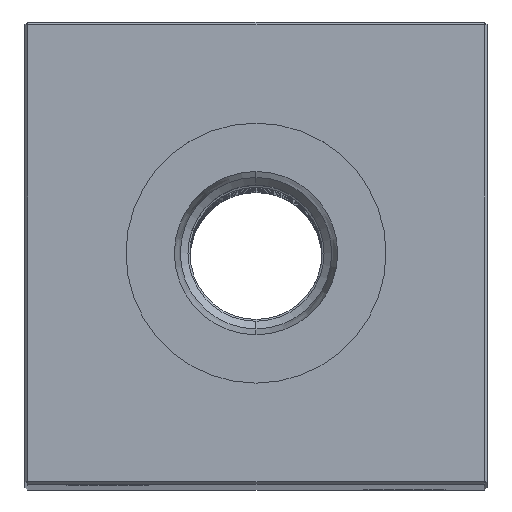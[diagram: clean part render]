
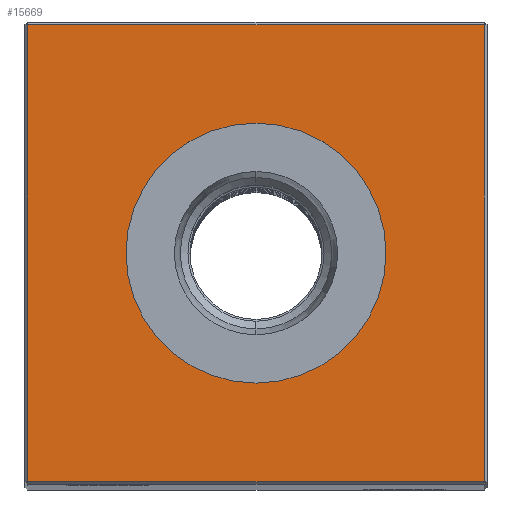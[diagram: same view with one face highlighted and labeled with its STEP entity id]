
A CAD part, top view. The second image highlights one B-rep face of the part: STEP entity #15669.
In plain terms, the highlighted planar face has unit normal (0, 0, 1).
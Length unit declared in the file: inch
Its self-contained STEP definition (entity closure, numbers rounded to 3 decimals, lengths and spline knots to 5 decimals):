
#597 = CARTESIAN_POINT ( 'NONE',  ( 0., 0., 12.5 ) ) ;
#909 = VERTEX_POINT ( 'NONE', #21027 ) ;
#1233 = EDGE_LOOP ( 'NONE', ( #12008, #4536 ) ) ;
#1338 = CARTESIAN_POINT ( 'NONE',  ( 0.865, -0.865, 12.5 ) ) ;
#1881 = EDGE_CURVE ( 'NONE', #21481, #8203, #29002, .T. ) ;
#2352 = CARTESIAN_POINT ( 'NONE',  ( 0., -0.865, 12.5 ) ) ;
#3338 = VECTOR ( 'NONE', #9880, 39.37008 ) ;
#3503 = VERTEX_POINT ( 'NONE', #1338 ) ;
#4161 = DIRECTION ( 'NONE',  ( 0., 0., -1. ) ) ;
#4536 = ORIENTED_EDGE ( 'NONE', *, *, #6951, .T. ) ;
#5414 = CIRCLE ( 'NONE', #12394, 0.49213 ) ;
#5699 = CARTESIAN_POINT ( 'NONE',  ( -0.865, -0.865, 12.5 ) ) ;
#5768 = ORIENTED_EDGE ( 'NONE', *, *, #20784, .T. ) ;
#5822 = EDGE_CURVE ( 'NONE', #3503, #15419, #15870, .T. ) ;
#6339 = DIRECTION ( 'NONE',  ( -1., 0., 0. ) ) ;
#6951 = EDGE_CURVE ( 'NONE', #23143, #909, #13849, .T. ) ;
#7268 = CARTESIAN_POINT ( 'NONE',  ( 0., 0., 12.5 ) ) ;
#7312 = VECTOR ( 'NONE', #6339, 39.37008 ) ;
#7738 = CARTESIAN_POINT ( 'NONE',  ( 0., -0.49213, 12.5 ) ) ;
#7739 = DIRECTION ( 'NONE',  ( -1., 0., 0. ) ) ;
#8203 = VERTEX_POINT ( 'NONE', #5699 ) ;
#9880 = DIRECTION ( 'NONE',  ( 0., -1., 0. ) ) ;
#10180 = CARTESIAN_POINT ( 'NONE',  ( -0.865, 0., 12.5 ) ) ;
#11941 = DIRECTION ( 'NONE',  ( -1., 0., 0. ) ) ;
#12008 = ORIENTED_EDGE ( 'NONE', *, *, #21820, .T. ) ;
#12394 = AXIS2_PLACEMENT_3D ( 'NONE', #597, #19552, #7739 ) ;
#12595 = CARTESIAN_POINT ( 'NONE',  ( -0.865, 0.865, 12.5 ) ) ;
#13186 = DIRECTION ( 'NONE',  ( -1., 0., 0. ) ) ;
#13538 = DIRECTION ( 'NONE',  ( 0., 1., 0. ) ) ;
#13649 = CARTESIAN_POINT ( 'NONE',  ( 0., 0., 12.5 ) ) ;
#13849 = CIRCLE ( 'NONE', #22285, 0.49213 ) ;
#13965 = PLANE ( 'NONE',  #28126 ) ;
#14113 = FACE_OUTER_BOUND ( 'NONE', #22925, .T. ) ;
#14473 = DIRECTION ( 'NONE',  ( 1., 0., 0. ) ) ;
#15419 = VERTEX_POINT ( 'NONE', #23326 ) ;
#15669 = ADVANCED_FACE ( 'NONE', ( #14113, #19073 ), #13965, .F. ) ;
#15713 = VECTOR ( 'NONE', #13538, 39.37008 ) ;
#15870 = LINE ( 'NONE', #17888, #15713 ) ;
#17888 = CARTESIAN_POINT ( 'NONE',  ( 0.865, 0., 12.5 ) ) ;
#18464 = ORIENTED_EDGE ( 'NONE', *, *, #1881, .T. ) ;
#19073 = FACE_BOUND ( 'NONE', #1233, .T. ) ;
#19552 = DIRECTION ( 'NONE',  ( 0., 0., -1. ) ) ;
#19873 = ORIENTED_EDGE ( 'NONE', *, *, #24028, .T. ) ;
#20784 = EDGE_CURVE ( 'NONE', #8203, #3503, #23944, .T. ) ;
#21027 = CARTESIAN_POINT ( 'NONE',  ( 0., 0.49213, 12.5 ) ) ;
#21481 = VERTEX_POINT ( 'NONE', #12595 ) ;
#21820 = EDGE_CURVE ( 'NONE', #909, #23143, #5414, .T. ) ;
#22285 = AXIS2_PLACEMENT_3D ( 'NONE', #13649, #4161, #13186 ) ;
#22925 = EDGE_LOOP ( 'NONE', ( #18464, #5768, #30222, #19873 ) ) ;
#23143 = VERTEX_POINT ( 'NONE', #7738 ) ;
#23326 = CARTESIAN_POINT ( 'NONE',  ( 0.865, 0.865, 12.5 ) ) ;
#23944 = LINE ( 'NONE', #2352, #24225 ) ;
#24028 = EDGE_CURVE ( 'NONE', #15419, #21481, #24718, .T. ) ;
#24225 = VECTOR ( 'NONE', #14473, 39.37008 ) ;
#24718 = LINE ( 'NONE', #27627, #7312 ) ;
#27627 = CARTESIAN_POINT ( 'NONE',  ( 0., 0.865, 12.5 ) ) ;
#28126 = AXIS2_PLACEMENT_3D ( 'NONE', #7268, #28264, #11941 ) ;
#28264 = DIRECTION ( 'NONE',  ( 0., 0., -1. ) ) ;
#29002 = LINE ( 'NONE', #10180, #3338 ) ;
#30222 = ORIENTED_EDGE ( 'NONE', *, *, #5822, .T. ) ;
